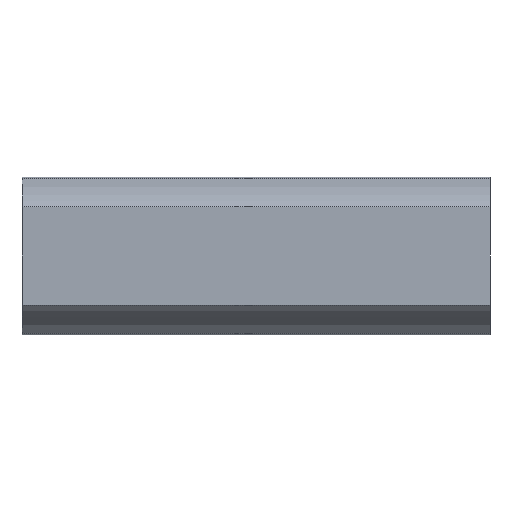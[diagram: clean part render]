
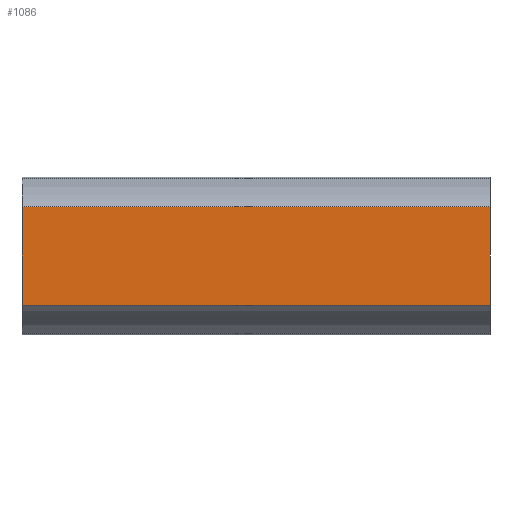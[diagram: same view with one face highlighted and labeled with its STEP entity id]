
A CAD part, front view. The second image highlights one B-rep face of the part: STEP entity #1086.
In plain terms, the highlighted planar face has unit normal (0, -1, 0).
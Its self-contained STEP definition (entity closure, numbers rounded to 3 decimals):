
#31 = CARTESIAN_POINT ( 'NONE',  ( -100., 12.631, -11.327 ) ) ;
#51 = ORIENTED_EDGE ( 'NONE', *, *, #2265, .T. ) ;
#150 = AXIS2_PLACEMENT_3D ( 'NONE', #1862, #1655, #2034 ) ;
#217 = VERTEX_POINT ( 'NONE', #31 ) ;
#276 = DIRECTION ( 'NONE',  ( 0., 0., -1. ) ) ;
#288 = VECTOR ( 'NONE', #2402, 1000. ) ;
#431 = VERTEX_POINT ( 'NONE', #985 ) ;
#530 = VECTOR ( 'NONE', #662, 1000. ) ;
#651 = ORIENTED_EDGE ( 'NONE', *, *, #1456, .F. ) ;
#662 = DIRECTION ( 'NONE',  ( 0., 0., -1. ) ) ;
#686 = CARTESIAN_POINT ( 'NONE',  ( -100., 12.631, 0. ) ) ;
#840 = ORIENTED_EDGE ( 'NONE', *, *, #1427, .F. ) ;
#867 = EDGE_LOOP ( 'NONE', ( #651, #840, #978, #51 ) ) ;
#976 = VECTOR ( 'NONE', #1352, 1000. ) ;
#978 = ORIENTED_EDGE ( 'NONE', *, *, #996, .T. ) ;
#985 = CARTESIAN_POINT ( 'NONE',  ( -100., 12.631, 12.685 ) ) ;
#996 = EDGE_CURVE ( 'NONE', #431, #217, #2445, .T. ) ;
#1060 = VERTEX_POINT ( 'NONE', #1433 ) ;
#1086 = ADVANCED_FACE ( 'NONE', ( #1271 ), #2045, .T. ) ;
#1173 = VERTEX_POINT ( 'NONE', #1944 ) ;
#1271 = FACE_OUTER_BOUND ( 'NONE', #867, .T. ) ;
#1352 = DIRECTION ( 'NONE',  ( 1., 0., 0. ) ) ;
#1427 = EDGE_CURVE ( 'NONE', #431, #1060, #1523, .T. ) ;
#1433 = CARTESIAN_POINT ( 'NONE',  ( 0., 12.631, 12.685 ) ) ;
#1456 = EDGE_CURVE ( 'NONE', #1060, #1173, #2534, .T. ) ;
#1523 = LINE ( 'NONE', #1928, #976 ) ;
#1655 = DIRECTION ( 'NONE',  ( 0., -1., 0. ) ) ;
#1764 = VECTOR ( 'NONE', #276, 1000. ) ;
#1839 = CARTESIAN_POINT ( 'NONE',  ( 0., 12.631, 0. ) ) ;
#1862 = CARTESIAN_POINT ( 'NONE',  ( -100., 12.631, 0. ) ) ;
#1928 = CARTESIAN_POINT ( 'NONE',  ( -100., 12.631, 12.685 ) ) ;
#1944 = CARTESIAN_POINT ( 'NONE',  ( 0., 12.631, -11.327 ) ) ;
#2034 = DIRECTION ( 'NONE',  ( 0., 0., -1. ) ) ;
#2045 = PLANE ( 'NONE',  #150 ) ;
#2265 = EDGE_CURVE ( 'NONE', #217, #1173, #2572, .T. ) ;
#2321 = CARTESIAN_POINT ( 'NONE',  ( -100., 12.631, -11.327 ) ) ;
#2402 = DIRECTION ( 'NONE',  ( 1., 0., 0. ) ) ;
#2445 = LINE ( 'NONE', #686, #530 ) ;
#2534 = LINE ( 'NONE', #1839, #1764 ) ;
#2572 = LINE ( 'NONE', #2321, #288 ) ;
